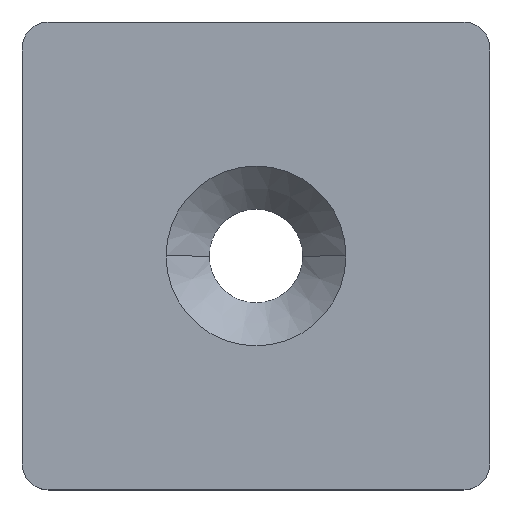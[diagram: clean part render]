
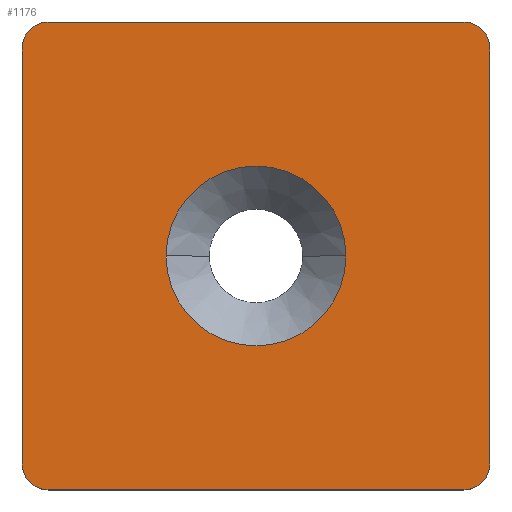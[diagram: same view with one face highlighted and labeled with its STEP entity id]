
A CAD part, top view. The second image highlights one B-rep face of the part: STEP entity #1176.
In plain terms, the highlighted planar face has unit normal (0, 0, 1).
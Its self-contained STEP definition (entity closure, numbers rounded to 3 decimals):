
#14 = VERTEX_POINT ( 'NONE', #942 ) ;
#17 = VERTEX_POINT ( 'NONE', #943 ) ;
#524 = CARTESIAN_POINT ( 'NONE',  ( 0., 0., 2.5 ) ) ;
#528 = PLANE ( 'NONE',  #977 ) ;
#533 = DIRECTION ( 'NONE',  ( 0., 0., -1. ) ) ;
#534 = DIRECTION ( 'NONE',  ( -1., 0., 0. ) ) ;
#648 = CARTESIAN_POINT ( 'NONE',  ( 20., -22.5, 2.5 ) ) ;
#649 = CARTESIAN_POINT ( 'NONE',  ( 22.5, 20., 2.5 ) ) ;
#650 = CARTESIAN_POINT ( 'NONE',  ( -22.5, 20., 2.5 ) ) ;
#651 = CARTESIAN_POINT ( 'NONE',  ( 20., 22.5, 2.5 ) ) ;
#653 = CARTESIAN_POINT ( 'NONE',  ( -20., 22.5, 2.5 ) ) ;
#654 = CARTESIAN_POINT ( 'NONE',  ( -20., -22.5, 2.5 ) ) ;
#711 = CARTESIAN_POINT ( 'NONE',  ( -8.65, 0., 2.5 ) ) ;
#723 = CARTESIAN_POINT ( 'NONE',  ( 8.65, 0., 2.5 ) ) ;
#755 = CARTESIAN_POINT ( 'NONE',  ( 0., 0., 2.5 ) ) ;
#756 = DIRECTION ( 'NONE',  ( 0., 0., 1. ) ) ;
#757 = DIRECTION ( 'NONE',  ( 1., 0., 0. ) ) ;
#942 = CARTESIAN_POINT ( 'NONE',  ( 22.5, -20., 2.5 ) ) ;
#943 = CARTESIAN_POINT ( 'NONE',  ( -22.5, -20., 2.5 ) ) ;
#977 = AXIS2_PLACEMENT_3D ( 'NONE', #524, #533, #534 ) ;
#1013 = AXIS2_PLACEMENT_3D ( 'NONE', #755, #756, #757 ) ;
#1017 = AXIS2_PLACEMENT_3D ( 'NONE', #2567, #2568, #2569 ) ;
#1018 = AXIS2_PLACEMENT_3D ( 'NONE', #2570, #2571, #2572 ) ;
#1019 = AXIS2_PLACEMENT_3D ( 'NONE', #2573, #2574, #2575 ) ;
#1020 = AXIS2_PLACEMENT_3D ( 'NONE', #2576, #2577, #2578 ) ;
#1021 = AXIS2_PLACEMENT_3D ( 'NONE', #2580, #2581, #2582 ) ;
#1104 = CIRCLE ( 'NONE', #1013, 8.65 ) ;
#1123 = LINE ( 'NONE', #2537, #1124 ) ;
#1124 = VECTOR ( 'NONE', #2538, 1000. ) ;
#1127 = LINE ( 'NONE', #2549, #1130 ) ;
#1130 = VECTOR ( 'NONE', #2550, 1000. ) ;
#1135 = LINE ( 'NONE', #2557, #1138 ) ;
#1138 = VECTOR ( 'NONE', #2558, 1000. ) ;
#1139 = LINE ( 'NONE', #2561, #1142 ) ;
#1142 = VECTOR ( 'NONE', #2562, 1000. ) ;
#1145 = CIRCLE ( 'NONE', #1017, 8.65 ) ;
#1147 = CIRCLE ( 'NONE', #1018, 2.5 ) ;
#1148 = CIRCLE ( 'NONE', #1019, 2.5 ) ;
#1149 = CIRCLE ( 'NONE', #1020, 2.5 ) ;
#1150 = CIRCLE ( 'NONE', #1021, 2.5 ) ;
#1176 = ADVANCED_FACE ( 'NONE', ( #2194, #2197 ), #528, .F. ) ;
#1229 = EDGE_LOOP ( 'NONE', ( #1714, #1715, #1716, #1717, #1718, #1719, #1720, #1721 ) ) ;
#1234 = EDGE_LOOP ( 'NONE', ( #1712, #1713 ) ) ;
#1246 = VERTEX_POINT ( 'NONE', #649 ) ;
#1247 = VERTEX_POINT ( 'NONE', #650 ) ;
#1248 = VERTEX_POINT ( 'NONE', #651 ) ;
#1250 = VERTEX_POINT ( 'NONE', #653 ) ;
#1251 = VERTEX_POINT ( 'NONE', #654 ) ;
#1253 = VERTEX_POINT ( 'NONE', #648 ) ;
#1318 = VERTEX_POINT ( 'NONE', #711 ) ;
#1323 = VERTEX_POINT ( 'NONE', #723 ) ;
#1377 = EDGE_CURVE ( 'NONE', #1318, #1323, #1104, .T. ) ;
#1386 = EDGE_CURVE ( 'NONE', #14, #1246, #1123, .T. ) ;
#1389 = EDGE_CURVE ( 'NONE', #1248, #1250, #1127, .T. ) ;
#1393 = EDGE_CURVE ( 'NONE', #1247, #17, #1135, .T. ) ;
#1395 = EDGE_CURVE ( 'NONE', #1251, #1253, #1139, .T. ) ;
#1398 = EDGE_CURVE ( 'NONE', #1323, #1318, #1145, .T. ) ;
#1399 = EDGE_CURVE ( 'NONE', #17, #1251, #1147, .T. ) ;
#1400 = EDGE_CURVE ( 'NONE', #1253, #14, #1148, .T. ) ;
#1401 = EDGE_CURVE ( 'NONE', #1246, #1248, #1149, .T. ) ;
#1402 = EDGE_CURVE ( 'NONE', #1250, #1247, #1150, .T. ) ;
#1712 = ORIENTED_EDGE ( 'NONE', *, *, #1398, .F. ) ;
#1713 = ORIENTED_EDGE ( 'NONE', *, *, #1377, .F. ) ;
#1714 = ORIENTED_EDGE ( 'NONE', *, *, #1393, .T. ) ;
#1715 = ORIENTED_EDGE ( 'NONE', *, *, #1399, .T. ) ;
#1716 = ORIENTED_EDGE ( 'NONE', *, *, #1395, .T. ) ;
#1717 = ORIENTED_EDGE ( 'NONE', *, *, #1400, .T. ) ;
#1718 = ORIENTED_EDGE ( 'NONE', *, *, #1386, .T. ) ;
#1719 = ORIENTED_EDGE ( 'NONE', *, *, #1401, .T. ) ;
#1720 = ORIENTED_EDGE ( 'NONE', *, *, #1389, .T. ) ;
#1721 = ORIENTED_EDGE ( 'NONE', *, *, #1402, .T. ) ;
#2194 = FACE_BOUND ( 'NONE', #1234, .T. ) ;
#2197 = FACE_OUTER_BOUND ( 'NONE', #1229, .T. ) ;
#2537 = CARTESIAN_POINT ( 'NONE',  ( 22.5, -22.5, 2.5 ) ) ;
#2538 = DIRECTION ( 'NONE',  ( 0., 1., 0. ) ) ;
#2549 = CARTESIAN_POINT ( 'NONE',  ( -22.5, 22.5, 2.5 ) ) ;
#2550 = DIRECTION ( 'NONE',  ( -1., 0., 0. ) ) ;
#2557 = CARTESIAN_POINT ( 'NONE',  ( -22.5, -22.5, 2.5 ) ) ;
#2558 = DIRECTION ( 'NONE',  ( 0., -1., 0. ) ) ;
#2561 = CARTESIAN_POINT ( 'NONE',  ( -22.5, -22.5, 2.5 ) ) ;
#2562 = DIRECTION ( 'NONE',  ( 1., 0., 0. ) ) ;
#2567 = CARTESIAN_POINT ( 'NONE',  ( 0., 0., 2.5 ) ) ;
#2568 = DIRECTION ( 'NONE',  ( 0., 0., 1. ) ) ;
#2569 = DIRECTION ( 'NONE',  ( 1., 0., 0. ) ) ;
#2570 = CARTESIAN_POINT ( 'NONE',  ( -20., -20., 2.5 ) ) ;
#2571 = DIRECTION ( 'NONE',  ( 0., 0., 1. ) ) ;
#2572 = DIRECTION ( 'NONE',  ( -1., 0., 0. ) ) ;
#2573 = CARTESIAN_POINT ( 'NONE',  ( 20., -20., 2.5 ) ) ;
#2574 = DIRECTION ( 'NONE',  ( 0., 0., 1. ) ) ;
#2575 = DIRECTION ( 'NONE',  ( -1., 0., 0. ) ) ;
#2576 = CARTESIAN_POINT ( 'NONE',  ( 20., 20., 2.5 ) ) ;
#2577 = DIRECTION ( 'NONE',  ( 0., 0., 1. ) ) ;
#2578 = DIRECTION ( 'NONE',  ( -1., 0., 0. ) ) ;
#2580 = CARTESIAN_POINT ( 'NONE',  ( -20., 20., 2.5 ) ) ;
#2581 = DIRECTION ( 'NONE',  ( 0., 0., 1. ) ) ;
#2582 = DIRECTION ( 'NONE',  ( -1., 0., 0. ) ) ;
